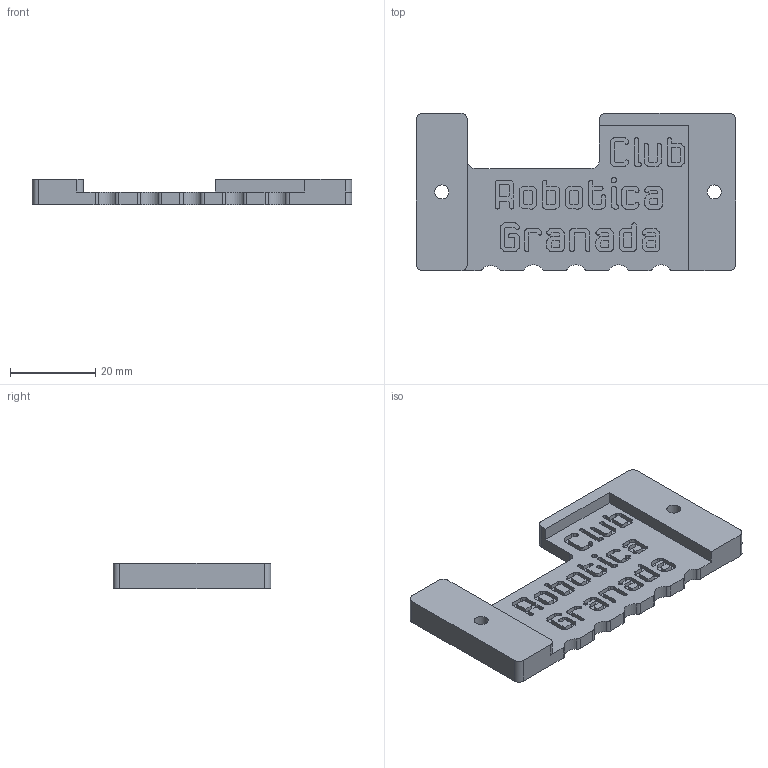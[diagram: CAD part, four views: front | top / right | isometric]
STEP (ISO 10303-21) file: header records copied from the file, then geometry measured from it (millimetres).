
FILE_DESCRIPTION(('FreeCAD Model'),'2;1');
FILE_NAME('base.step','2021-01-21T18:30:06',( 'Author'),(''),'Open CASCADE STEP processor 7.3','FreeCAD','Unknown' );
FILE_SCHEMA(('AUTOMOTIVE_DESIGN { 1 0 10303 214 1 1 1 1 }'));
Length unit declared in the file: millimetre
Products named in the file (1): base-final
Bounding box: 75.02 x 37.01 x 6 mm (x, y, z)
Volume: 9304.4 mm3; surface area: 6797.7 mm2
Topology: 1 solids, 1 shells, 598 faces, 1692 edges, 1128 vertices
Faces by surface type: plane 334, extrusion 236, cylinder 28
Full cylindrical faces by diameter (mm): 3.3 x2
Entity records: 50266 total; most frequent: CARTESIAN_POINT 15453, DIRECTION 4322, VECTOR 3482, ORIENTED_EDGE 3384, PCURVE 3384, DEFINITIONAL_REPRESENTATION 3384, LINE 3246, B_SPLINE_CURVE_WITH_KNOTS 1954
